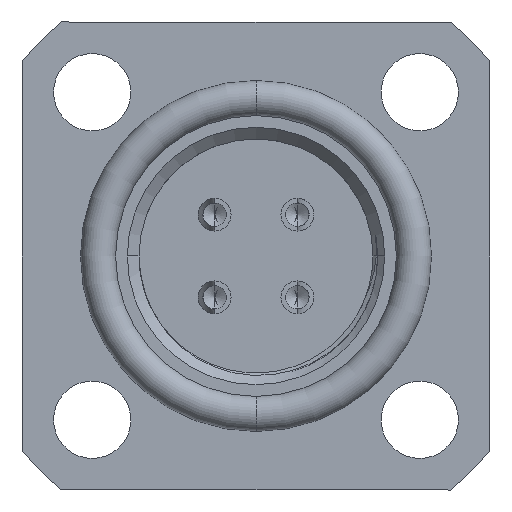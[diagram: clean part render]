
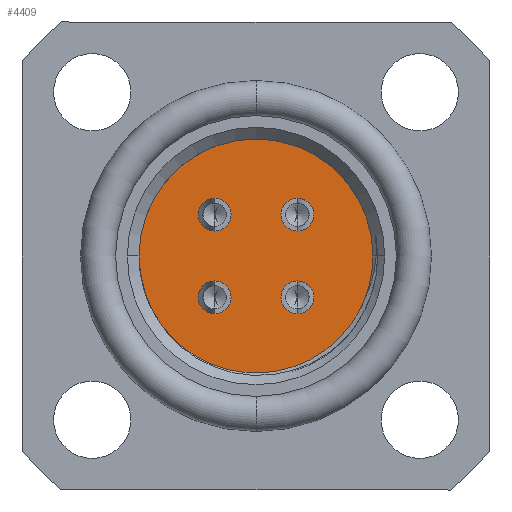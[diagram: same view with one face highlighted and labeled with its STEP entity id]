
A CAD part, left-side view. The second image highlights one B-rep face of the part: STEP entity #4409.
In plain terms, the highlighted face is planar.
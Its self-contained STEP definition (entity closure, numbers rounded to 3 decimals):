
#45 = FACE_OUTER_BOUND ( 'NONE', #6217, .T. ) ;
#100 = VERTEX_POINT ( 'NONE', #4600 ) ;
#110 = CARTESIAN_POINT ( 'NONE',  ( 11.2, -1.768, 2.468 ) ) ;
#146 = CIRCLE ( 'NONE', #8584, 0.7 ) ;
#268 = VERTEX_POINT ( 'NONE', #375 ) ;
#375 = CARTESIAN_POINT ( 'NONE',  ( 11.2, 0., 5.25 ) ) ;
#397 = CARTESIAN_POINT ( 'NONE',  ( 11.2, 0., -5.25 ) ) ;
#486 = DIRECTION ( 'NONE',  ( 1., 0., 0. ) ) ;
#679 = FACE_BOUND ( 'NONE', #3536, .T. ) ;
#700 = CIRCLE ( 'NONE', #7070, 0.7 ) ;
#769 = FACE_BOUND ( 'NONE', #7097, .T. ) ;
#915 = ORIENTED_EDGE ( 'NONE', *, *, #6899, .F. ) ;
#978 = DIRECTION ( 'NONE',  ( 1., 0., 0. ) ) ;
#1042 = EDGE_CURVE ( 'NONE', #5546, #7132, #3344, .T. ) ;
#1081 = CARTESIAN_POINT ( 'NONE',  ( 11.2, -1.768, -1.068 ) ) ;
#1110 = DIRECTION ( 'NONE',  ( 0., 0., -1. ) ) ;
#1230 = ORIENTED_EDGE ( 'NONE', *, *, #4111, .F. ) ;
#1310 = EDGE_CURVE ( 'NONE', #7786, #3317, #3927, .T. ) ;
#1356 = EDGE_CURVE ( 'NONE', #3272, #100, #146, .T. ) ;
#1359 = EDGE_LOOP ( 'NONE', ( #4189, #6595 ) ) ;
#1467 = EDGE_CURVE ( 'NONE', #5181, #6679, #6439, .T. ) ;
#1563 = AXIS2_PLACEMENT_3D ( 'NONE', #4244, #2296, #5485 ) ;
#1743 = ORIENTED_EDGE ( 'NONE', *, *, #1356, .F. ) ;
#1773 = DIRECTION ( 'NONE',  ( 1., 0., 0. ) ) ;
#1809 = ORIENTED_EDGE ( 'NONE', *, *, #8338, .T. ) ;
#2080 = CARTESIAN_POINT ( 'NONE',  ( 11.2, 4., 0. ) ) ;
#2184 = ORIENTED_EDGE ( 'NONE', *, *, #1467, .F. ) ;
#2296 = DIRECTION ( 'NONE',  ( 1., 0., 0. ) ) ;
#2534 = AXIS2_PLACEMENT_3D ( 'NONE', #5024, #978, #5792 ) ;
#2737 = FACE_BOUND ( 'NONE', #1359, .T. ) ;
#2942 = DIRECTION ( 'NONE',  ( 0., 0., -1. ) ) ;
#3010 = AXIS2_PLACEMENT_3D ( 'NONE', #4665, #5851, #8537 ) ;
#3272 = VERTEX_POINT ( 'NONE', #7825 ) ;
#3302 = FACE_BOUND ( 'NONE', #3734, .T. ) ;
#3317 = VERTEX_POINT ( 'NONE', #8637 ) ;
#3344 = CIRCLE ( 'NONE', #7608, 0.7 ) ;
#3405 = DIRECTION ( 'NONE',  ( -1., 0., 0. ) ) ;
#3437 = DIRECTION ( 'NONE',  ( 1., 0., 0. ) ) ;
#3536 = EDGE_LOOP ( 'NONE', ( #1230, #1743 ) ) ;
#3620 = DIRECTION ( 'NONE',  ( 0., 0., -1. ) ) ;
#3645 = AXIS2_PLACEMENT_3D ( 'NONE', #8137, #3437, #6111 ) ;
#3696 = CARTESIAN_POINT ( 'NONE',  ( 11.2, -1.768, -2.468 ) ) ;
#3734 = EDGE_LOOP ( 'NONE', ( #7589, #915 ) ) ;
#3831 = CARTESIAN_POINT ( 'NONE',  ( 11.2, -1.768, -1.768 ) ) ;
#3927 = CIRCLE ( 'NONE', #6204, 0.7 ) ;
#3951 = CIRCLE ( 'NONE', #1563, 0.7 ) ;
#4079 = CARTESIAN_POINT ( 'NONE',  ( 11.2, 1.768, 1.768 ) ) ;
#4110 = PLANE ( 'NONE',  #4629 ) ;
#4111 = EDGE_CURVE ( 'NONE', #100, #3272, #700, .T. ) ;
#4184 = DIRECTION ( 'NONE',  ( 1., 0., 0. ) ) ;
#4187 = CARTESIAN_POINT ( 'NONE',  ( 11.2, -1.768, 1.768 ) ) ;
#4189 = ORIENTED_EDGE ( 'NONE', *, *, #7467, .F. ) ;
#4229 = AXIS2_PLACEMENT_3D ( 'NONE', #3831, #486, #5750 ) ;
#4244 = CARTESIAN_POINT ( 'NONE',  ( 11.2, 1.768, -1.768 ) ) ;
#4320 = ORIENTED_EDGE ( 'NONE', *, *, #7555, .F. ) ;
#4322 = CARTESIAN_POINT ( 'NONE',  ( 11.2, 1.768, 1.768 ) ) ;
#4409 = ADVANCED_FACE ( 'NONE', ( #3302, #769, #2737, #679, #45 ), #4110, .F. ) ;
#4600 = CARTESIAN_POINT ( 'NONE',  ( 11.2, 1.768, 1.068 ) ) ;
#4629 = AXIS2_PLACEMENT_3D ( 'NONE', #2080, #3405, #8016 ) ;
#4665 = CARTESIAN_POINT ( 'NONE',  ( 11.2, -1.768, -1.768 ) ) ;
#4758 = AXIS2_PLACEMENT_3D ( 'NONE', #7570, #4184, #6020 ) ;
#4931 = ORIENTED_EDGE ( 'NONE', *, *, #8444, .T. ) ;
#5024 = CARTESIAN_POINT ( 'NONE',  ( 11.2, -1.768, 1.768 ) ) ;
#5072 = CIRCLE ( 'NONE', #2534, 0.7 ) ;
#5181 = VERTEX_POINT ( 'NONE', #3696 ) ;
#5230 = VERTEX_POINT ( 'NONE', #397 ) ;
#5485 = DIRECTION ( 'NONE',  ( 0., 0., -1. ) ) ;
#5494 = DIRECTION ( 'NONE',  ( 1., 0., 0. ) ) ;
#5546 = VERTEX_POINT ( 'NONE', #8294 ) ;
#5606 = DIRECTION ( 'NONE',  ( 1., 0., 0. ) ) ;
#5750 = DIRECTION ( 'NONE',  ( 0., 0., -1. ) ) ;
#5792 = DIRECTION ( 'NONE',  ( 0., 0., -1. ) ) ;
#5797 = CIRCLE ( 'NONE', #4229, 0.7 ) ;
#5851 = DIRECTION ( 'NONE',  ( 1., 0., 0. ) ) ;
#6020 = DIRECTION ( 'NONE',  ( 0., 0., -1. ) ) ;
#6111 = DIRECTION ( 'NONE',  ( 0., 0., -1. ) ) ;
#6204 = AXIS2_PLACEMENT_3D ( 'NONE', #4187, #6918, #3620 ) ;
#6217 = EDGE_LOOP ( 'NONE', ( #4931, #1809 ) ) ;
#6439 = CIRCLE ( 'NONE', #3010, 0.7 ) ;
#6595 = ORIENTED_EDGE ( 'NONE', *, *, #1310, .F. ) ;
#6679 = VERTEX_POINT ( 'NONE', #1081 ) ;
#6899 = EDGE_CURVE ( 'NONE', #7132, #5546, #3951, .T. ) ;
#6918 = DIRECTION ( 'NONE',  ( 1., 0., 0. ) ) ;
#7070 = AXIS2_PLACEMENT_3D ( 'NONE', #4079, #5494, #7551 ) ;
#7097 = EDGE_LOOP ( 'NONE', ( #2184, #4320 ) ) ;
#7132 = VERTEX_POINT ( 'NONE', #8011 ) ;
#7143 = CARTESIAN_POINT ( 'NONE',  ( 11.2, 1.768, -1.768 ) ) ;
#7204 = CIRCLE ( 'NONE', #3645, 5.25 ) ;
#7467 = EDGE_CURVE ( 'NONE', #3317, #7786, #5072, .T. ) ;
#7551 = DIRECTION ( 'NONE',  ( 0., 0., -1. ) ) ;
#7555 = EDGE_CURVE ( 'NONE', #6679, #5181, #5797, .T. ) ;
#7570 = CARTESIAN_POINT ( 'NONE',  ( 11.2, 0., 0. ) ) ;
#7589 = ORIENTED_EDGE ( 'NONE', *, *, #1042, .F. ) ;
#7608 = AXIS2_PLACEMENT_3D ( 'NONE', #7143, #1773, #1110 ) ;
#7786 = VERTEX_POINT ( 'NONE', #110 ) ;
#7825 = CARTESIAN_POINT ( 'NONE',  ( 11.2, 1.768, 2.468 ) ) ;
#8011 = CARTESIAN_POINT ( 'NONE',  ( 11.2, 1.768, -1.068 ) ) ;
#8016 = DIRECTION ( 'NONE',  ( 0., 0., 1. ) ) ;
#8137 = CARTESIAN_POINT ( 'NONE',  ( 11.2, 0., 0. ) ) ;
#8170 = CIRCLE ( 'NONE', #4758, 5.25 ) ;
#8294 = CARTESIAN_POINT ( 'NONE',  ( 11.2, 1.768, -2.468 ) ) ;
#8338 = EDGE_CURVE ( 'NONE', #268, #5230, #7204, .T. ) ;
#8444 = EDGE_CURVE ( 'NONE', #5230, #268, #8170, .T. ) ;
#8537 = DIRECTION ( 'NONE',  ( 0., 0., -1. ) ) ;
#8584 = AXIS2_PLACEMENT_3D ( 'NONE', #4322, #5606, #2942 ) ;
#8637 = CARTESIAN_POINT ( 'NONE',  ( 11.2, -1.768, 1.068 ) ) ;
